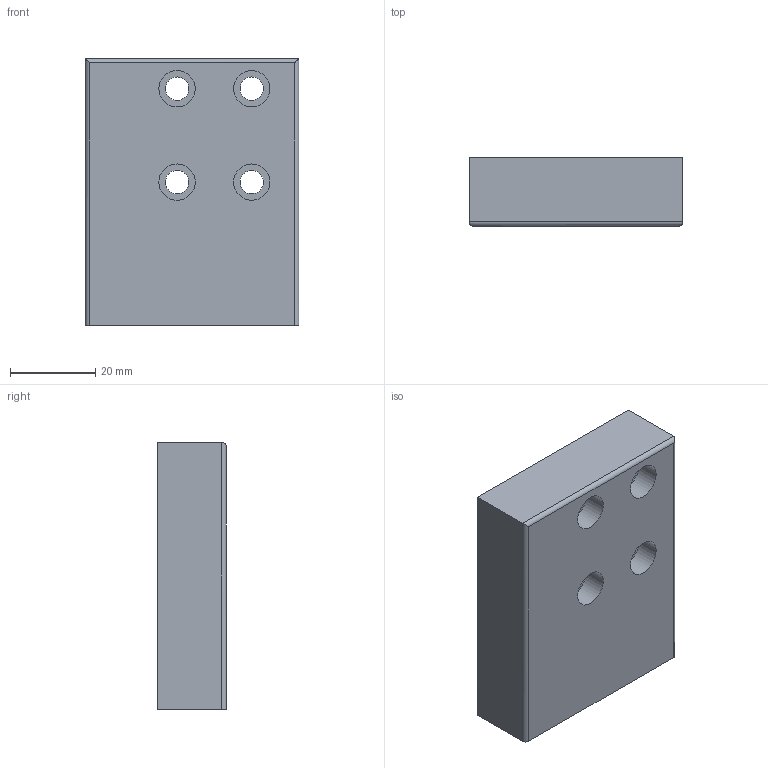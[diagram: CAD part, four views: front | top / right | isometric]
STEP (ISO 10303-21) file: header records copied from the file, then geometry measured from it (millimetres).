
FILE_DESCRIPTION(/* description */ (''),/* implementation_level */ '2;1');
FILE_NAME(/* name */ 'Val_BodV4.stp',/* time_stamp */ '2024-04-01T11:31:41+02:00',/* author */ ('top10'),/* organization */ (''),/* preprocessor_version */ 'ST-DEVELOPER v18.1',/* originating_system */ 'Autodesk Inventor 2021',/* authorisation */ '');
FILE_SCHEMA (('AUTOMOTIVE_DESIGN { 1 0 10303 214 3 1 1 }'));
Length unit declared in the file: millimetre
Products named in the file (1): Val_BodV3
Bounding box: 50 x 16 x 62.5 mm (x, y, z)
Volume: 37704.6 mm3; surface area: 14606.1 mm2
Topology: 1 solids, 1 shells, 39 faces, 110 edges, 77 vertices
Faces by surface type: cylinder 23, plane 13, cone 3
Full cylindrical faces by diameter (mm): 5.5 x4, 6 x1, 7 x2, 8 x3, 8.5 x4, 10 x1, 11 x1, 12 x1
Entity records: 1588 total; most frequent: CARTESIAN_POINT 497, ORIENTED_EDGE 214, DIRECTION 211, EDGE_CURVE 107, AXIS2_PLACEMENT_3D 87, VERTEX_POINT 77, EDGE_LOOP 64, CIRCLE 43
